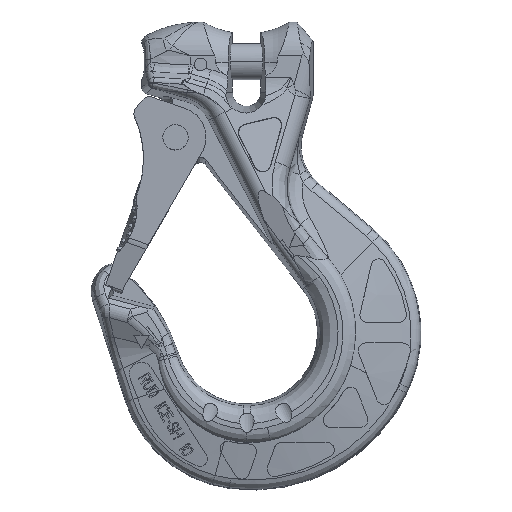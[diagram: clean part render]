
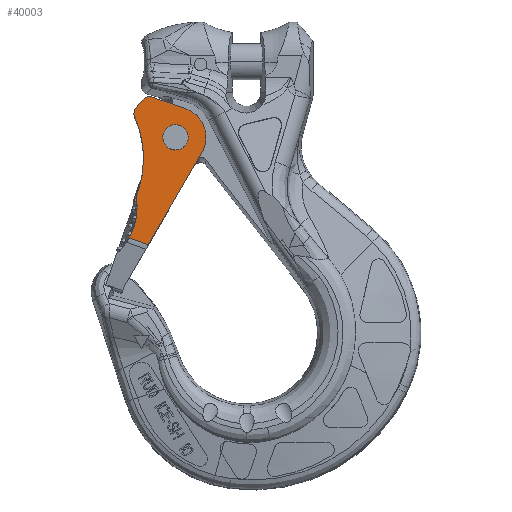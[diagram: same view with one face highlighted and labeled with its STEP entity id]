
A CAD part, top view. The second image highlights one B-rep face of the part: STEP entity #40003.
In plain terms, the highlighted face is planar.
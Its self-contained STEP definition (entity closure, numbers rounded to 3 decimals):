
#36060=CARTESIAN_POINT('',(-17.837,2.378,
17.439));
#36061=CARTESIAN_POINT('',(-18.192,2.756,
17.408));
#36062=CARTESIAN_POINT('',(-18.631,3.588,
17.37));
#36063=CARTESIAN_POINT('',(-18.693,4.528,
17.365));
#36064=CARTESIAN_POINT('',(-18.588,5.037,
17.374));
#36084=CARTESIAN_POINT('',(-16.647,10.412,
17.544));
#36085=CARTESIAN_POINT('',(-16.364,10.942,
17.568));
#36086=CARTESIAN_POINT('',(-15.603,11.675,
17.635));
#36087=CARTESIAN_POINT('',(-14.599,12.,17.723));
#36088=CARTESIAN_POINT('',(-14.,12.,17.775));
#36556=DIRECTION('',(-0.996,0.008,-0.087));
#36557=VECTOR('',#36556,8.072);
#36558=CARTESIAN_POINT('',(3.651,-43.493,
19.319));
#36559=LINE('',#36558,#36557);
#36565=CARTESIAN_POINT('',(-5.,0.,18.563));
#36566=CARTESIAN_POINT('',(-5.,0.589,18.563));
#36567=CARTESIAN_POINT('',(-4.787,1.862,
18.581));
#36568=CARTESIAN_POINT('',(-3.64,3.641,
18.682));
#36569=CARTESIAN_POINT('',(-2.161,4.595,
18.811));
#36570=CARTESIAN_POINT('',(-0.903,4.947,
18.921));
#36571=CARTESIAN_POINT('',(0.,5.026,19.));
#36572=CARTESIAN_POINT('',(0.903,4.947,
19.079));
#36573=CARTESIAN_POINT('',(2.161,4.595,19.189));
#36574=CARTESIAN_POINT('',(3.64,3.641,19.318));
#36575=CARTESIAN_POINT('',(4.787,1.862,19.419));
#36576=CARTESIAN_POINT('',(5.,0.589,19.437));
#36577=CARTESIAN_POINT('',(5.,0.,19.437));
#36579=CARTESIAN_POINT('',(5.,0.,19.437));
#36580=CARTESIAN_POINT('',(5.,-0.589,19.437));
#36581=CARTESIAN_POINT('',(4.787,-1.862,
19.419));
#36582=CARTESIAN_POINT('',(3.64,-3.641,
19.318));
#36583=CARTESIAN_POINT('',(2.161,-4.595,
19.189));
#36584=CARTESIAN_POINT('',(0.903,-4.947,
19.079));
#36585=CARTESIAN_POINT('',(0.,-5.026,19.));
#36586=CARTESIAN_POINT('',(-0.903,-4.947,
18.921));
#36587=CARTESIAN_POINT('',(-2.161,-4.595,
18.811));
#36588=CARTESIAN_POINT('',(-3.64,-3.641,
18.682));
#36589=CARTESIAN_POINT('',(-4.787,-1.862,
18.581));
#36590=CARTESIAN_POINT('',(-5.,-0.589,18.563));
#36591=CARTESIAN_POINT('',(-5.,0.,18.563));
#36593=CARTESIAN_POINT('',(-29.276,-39.,16.439));
#36594=DIRECTION('',(0.087,0.,-0.996));
#36595=DIRECTION('',(0.996,0.,0.087));
#36596=AXIS2_PLACEMENT_3D('',#36593,#36594,#36595);
#36598=CARTESIAN_POINT('',(-29.276,-39.,16.439));
#36599=DIRECTION('',(-0.087,0.,0.996));
#36600=DIRECTION('',(0.996,0.,0.087));
#36601=AXIS2_PLACEMENT_3D('',#36598,#36599,#36600);
#36603=DIRECTION('',(0.,1.,0.));
#36604=VECTOR('',#36603,2.016);
#36605=CARTESIAN_POINT('',(-7.,-27.016,18.388));
#36606=LINE('',#36605,#36604);
#36607=CARTESIAN_POINT('',(-7.,-25.,18.388));
#36608=CARTESIAN_POINT('',(-7.,-19.717,18.388));
#36609=CARTESIAN_POINT('',(-9.006,-9.951,
18.212));
#36610=CARTESIAN_POINT('',(-14.228,-1.467,
17.755));
#36611=CARTESIAN_POINT('',(-17.837,2.378,
17.439));
#36613=CARTESIAN_POINT('',(-18.588,5.037,
17.374));
#36614=CARTESIAN_POINT('',(-18.2,6.922,
17.408));
#36615=CARTESIAN_POINT('',(-17.553,8.714,17.464));
#36616=CARTESIAN_POINT('',(-16.647,10.412,
17.544));
#36618=DIRECTION('',(0.996,0.,0.087));
#36619=VECTOR('',#36618,14.053);
#36620=CARTESIAN_POINT('',(-14.,12.,17.775));
#36621=LINE('',#36620,#36619);
#36622=CARTESIAN_POINT('',(11.773,-2.323,
20.03));
#36623=CARTESIAN_POINT('',(12.009,-1.127,
20.051));
#36624=CARTESIAN_POINT('',(12.07,0.926,
20.056));
#36625=CARTESIAN_POINT('',(11.395,4.374,19.997));
#36626=CARTESIAN_POINT('',(9.483,7.804,19.83));
#36627=CARTESIAN_POINT('',(6.486,10.339,19.567));
#36628=CARTESIAN_POINT('',(3.236,11.665,19.283));
#36629=CARTESIAN_POINT('',(1.214,12.,19.106));
#36630=CARTESIAN_POINT('',(0.,12.,19.));
#36632=DIRECTION('',(0.194,0.981,0.017));
#36633=VECTOR('',#36632,41.97);
#36634=CARTESIAN_POINT('',(3.651,-43.493,
19.319));
#36635=LINE('',#36634,#36633);
#37776=VERTEX_POINT('',#36084);
#37777=VERTEX_POINT('',#36088);
#37778=VERTEX_POINT('',#36060);
#37779=VERTEX_POINT('',#36064);
#37780=CARTESIAN_POINT('',(0.,12.,19.));
#37781=VERTEX_POINT('',#37780);
#37782=VERTEX_POINT('',#36607);
#37783=VERTEX_POINT('',#36565);
#37784=VERTEX_POINT('',#36577);
#37785=CARTESIAN_POINT('',(-4.002,-39.,18.65));
#37786=CARTESIAN_POINT('',(-7.,-27.016,18.388));
#37787=VERTEX_POINT('',#37785);
#37788=VERTEX_POINT('',#37786);
#37791=VERTEX_POINT('',#36622);
#37804=CARTESIAN_POINT('',(3.651,-43.493,
19.319));
#37805=CARTESIAN_POINT('',(-4.39,-43.426,
18.616));
#37806=VERTEX_POINT('',#37804);
#37807=VERTEX_POINT('',#37805);
#39977=CARTESIAN_POINT('',(0.,-46.438,19.));
#39978=DIRECTION('',(-0.087,0.,0.996));
#39979=DIRECTION('',(0.,-1.,0.));
#39980=AXIS2_PLACEMENT_3D('',#39977,#39978,#39979);
#39981=PLANE('',#39980);
#39982=ORIENTED_EDGE('',*,*,#39970,.T.);
#39983=ORIENTED_EDGE('',*,*,#39916,.F.);
#39984=ORIENTED_EDGE('',*,*,#39914,.T.);
#39985=ORIENTED_EDGE('',*,*,#38086,.T.);
#39986=ORIENTED_EDGE('',*,*,#38297,.T.);
#39987=ORIENTED_EDGE('',*,*,#39528,.T.);
#39988=ORIENTED_EDGE('',*,*,#39549,.T.);
#39989=ORIENTED_EDGE('',*,*,#39563,.T.);
#39990=ORIENTED_EDGE('',*,*,#39583,.T.);
#39992=ORIENTED_EDGE('',*,*,#39991,.F.);
#39994=ORIENTED_EDGE('',*,*,#39993,.F.);
#39995=EDGE_LOOP('',(#39982,#39983,#39984,#39985,#39986,#39987,#39988,#39989,
#39990,#39992,#39994));
#39996=FACE_OUTER_BOUND('',#39995,.F.);
#39998=ORIENTED_EDGE('',*,*,#39997,.F.);
#40000=ORIENTED_EDGE('',*,*,#39999,.F.);
#40001=EDGE_LOOP('',(#39998,#40000));
#40002=FACE_BOUND('',#40001,.F.);
#40003=ADVANCED_FACE('',(#39996,#40002),#39981,.T.);
#36065=B_SPLINE_CURVE_WITH_KNOTS('',3,(#36060,#36061,#36062,#36063,#36064),
.UNSPECIFIED.,.F.,.F.,(4,1,4),(0.,0.5,1.),.UNSPECIFIED.);
#36089=B_SPLINE_CURVE_WITH_KNOTS('',3,(#36084,#36085,#36086,#36087,#36088),
.UNSPECIFIED.,.F.,.F.,(4,1,4),(0.,0.5,1.),.UNSPECIFIED.);
#36578=B_SPLINE_CURVE_WITH_KNOTS('',3,(#36565,#36566,#36567,#36568,#36569,
#36570,#36571,#36572,#36573,#36574,#36575,#36576,#36577),.UNSPECIFIED.,.F.,.F.,(
4,1,1,1,1,1,1,1,1,1,4),(0.,0.125,0.25,0.375,0.438,0.5,0.563,
0.625,0.75,0.875,1.),.UNSPECIFIED.);
#36592=B_SPLINE_CURVE_WITH_KNOTS('',3,(#36579,#36580,#36581,#36582,#36583,
#36584,#36585,#36586,#36587,#36588,#36589,#36590,#36591),.UNSPECIFIED.,.F.,.F.,(
4,1,1,1,1,1,1,1,1,1,4),(0.,0.125,0.25,0.375,0.438,0.5,0.563,
0.625,0.75,0.875,1.),.UNSPECIFIED.);
#36597=CIRCLE('',#36596,25.37);
#36602=CIRCLE('',#36601,25.37);
#36612=B_SPLINE_CURVE_WITH_KNOTS('',3,(#36607,#36608,#36609,#36610,#36611),
.UNSPECIFIED.,.F.,.F.,(4,1,4),(0.,0.5,1.),.UNSPECIFIED.);
#36617=B_SPLINE_CURVE_WITH_KNOTS('',3,(#36613,#36614,#36615,#36616),
.UNSPECIFIED.,.F.,.F.,(4,4),(0.,1.),.UNSPECIFIED.);
#36631=B_SPLINE_CURVE_WITH_KNOTS('',3,(#36622,#36623,#36624,#36625,#36626,
#36627,#36628,#36629,#36630),.UNSPECIFIED.,.F.,.F.,(4,1,1,1,1,1,4),(0.,
0.125,0.25,0.5,0.75,0.875,1.),.UNSPECIFIED.);
#38086=EDGE_CURVE('',#37788,#37782,#36606,.T.);
#38297=EDGE_CURVE('',#37782,#37778,#36612,.T.);
#39528=EDGE_CURVE('',#37778,#37779,#36065,.T.);
#39549=EDGE_CURVE('',#37779,#37776,#36617,.T.);
#39563=EDGE_CURVE('',#37776,#37777,#36089,.T.);
#39583=EDGE_CURVE('',#37777,#37781,#36621,.T.);
#39914=EDGE_CURVE('',#37787,#37788,#36602,.T.);
#39916=EDGE_CURVE('',#37787,#37807,#36597,.T.);
#39970=EDGE_CURVE('',#37806,#37807,#36559,.T.);
#39991=EDGE_CURVE('',#37791,#37781,#36631,.T.);
#39993=EDGE_CURVE('',#37806,#37791,#36635,.T.);
#39997=EDGE_CURVE('',#37783,#37784,#36578,.T.);
#39999=EDGE_CURVE('',#37784,#37783,#36592,.T.);
